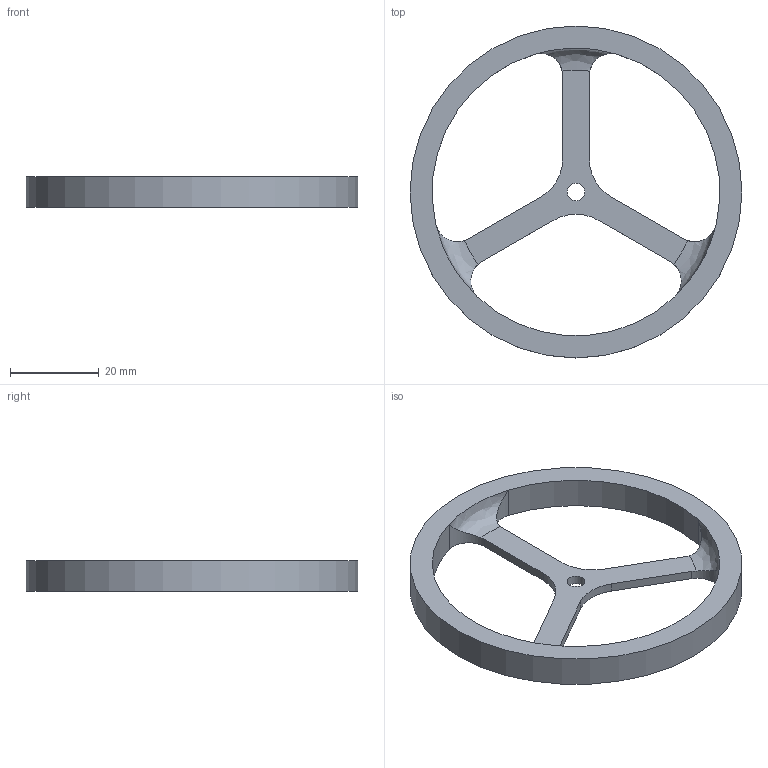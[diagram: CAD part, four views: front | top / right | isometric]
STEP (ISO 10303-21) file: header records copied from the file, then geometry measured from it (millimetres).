
FILE_DESCRIPTION( ( '' ), ' ' );
FILE_NAME( '5a4c54b011d0a10ecc03c471.step', '2018-01-03T03:57:39', ( '' ), ( '' ), ' ', ' ', ' ' );
FILE_SCHEMA( ( 'AUTOMOTIVE_DESIGN { 1 0 10303 214 1 1 1 1 }' ) );
Length unit declared in the file: metre
Products named in the file (1): Part 1
Bounding box: 75 x 75 x 7 mm (x, y, z)
Volume: 9110.8 mm3; surface area: 6775.5 mm2
Topology: 1 solids, 1 shells, 26 faces, 72 edges, 46 vertices
Faces by surface type: cylinder 14, plane 9, bspline 3
Full cylindrical faces by diameter (mm): 4 x1, 75 x1
Entity records: 1298 total; most frequent: CARTESIAN_POINT 408, ORIENTED_EDGE 140, DIRECTION 134, EDGE_CURVE 70, AXIS2_PLACEMENT_3D 52, VERTEX_POINT 46, EDGE_LOOP 34, LINE 30
